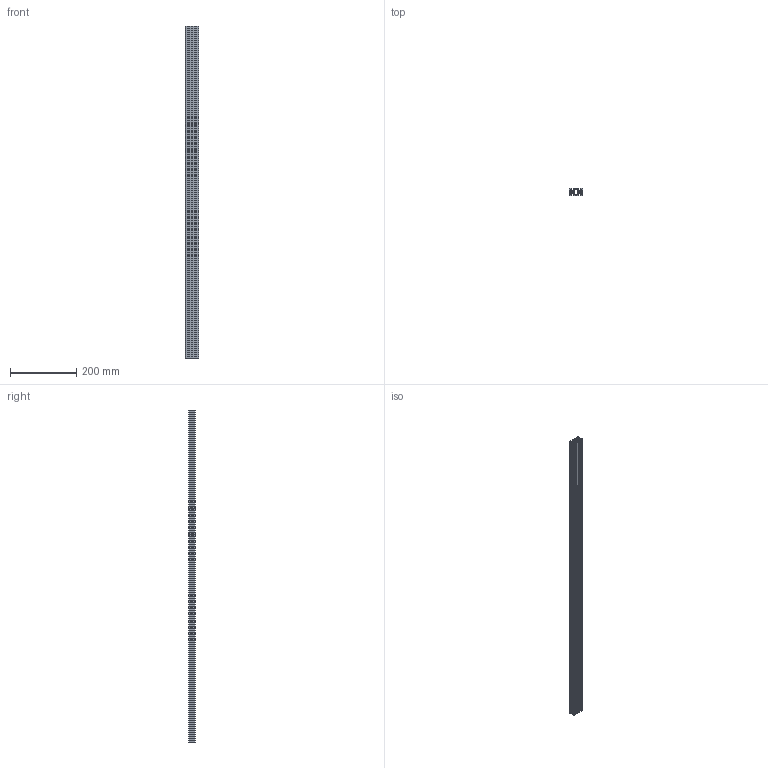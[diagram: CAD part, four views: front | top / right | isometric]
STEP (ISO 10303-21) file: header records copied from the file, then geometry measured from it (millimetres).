
FILE_DESCRIPTION (( 'STEP AP214' ), '1' );
FILE_NAME ('Ñáîðêà1.STEP', '2024-01-24T12:10:36', ( '' ), ( '' ), 'SwSTEP 2.0', 'SolidWorks 2022', '' );
FILE_SCHEMA (( 'AUTOMOTIVE_DESIGN' ));
Length unit declared in the file: millimetre
Products named in the file (2): Сборка1; 224H Конструкционный профиль 20х40H_00
Assembly tree (1 placements, depth 2):
  Сборка1
    224H Конструкционный профиль 20х40H_00
Bounding box: 40 x 20 x 1000 mm (x, y, z)
Volume: 293639.9 mm3; surface area: 310388.5 mm2
Topology: 1 solids, 1 shells, 277 faces, 825 edges, 550 vertices
Faces by surface type: cylinder 149, plane 128
Entity records: 9475 total; most frequent: DIRECTION 1685, CARTESIAN_POINT 1656, ORIENTED_EDGE 1650, EDGE_CURVE 825, AXIS2_PLACEMENT_3D 579, VERTEX_POINT 550, LINE 527, VECTOR 527
